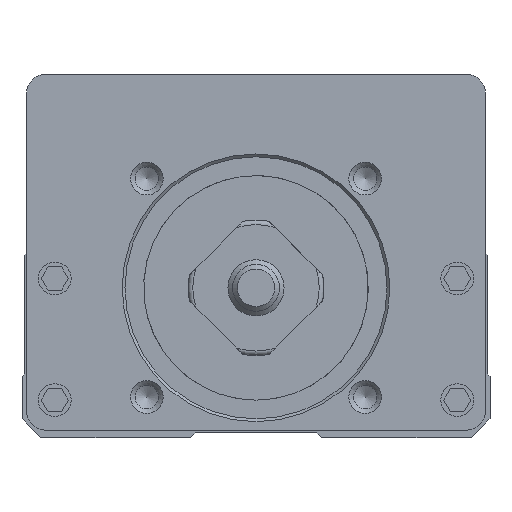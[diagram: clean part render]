
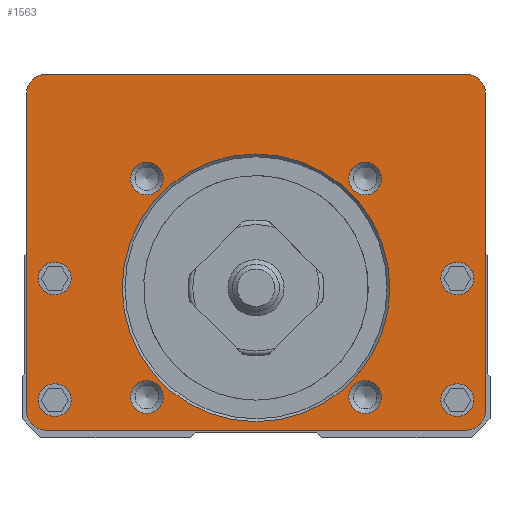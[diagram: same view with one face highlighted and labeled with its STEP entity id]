
A CAD part, front view. The second image highlights one B-rep face of the part: STEP entity #1563.
In plain terms, the highlighted planar face has unit normal (0, -1, 0).
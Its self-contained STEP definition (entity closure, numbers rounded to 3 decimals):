
#1563=ADVANCED_FACE('',(#7016,#7017,#7018,#7019,#7020,#7021,#7022,#7023,
#7024,#7025),#2553,.T.);
#2553=PLANE('',#18802);
#3330=LINE('',#25606,#5178);
#3364=LINE('',#25681,#5212);
#3376=LINE('',#25706,#5224);
#3390=LINE('',#25744,#5238);
#5178=VECTOR('',#20565,1.);
#5212=VECTOR('',#20615,1.);
#5224=VECTOR('',#20631,1.);
#5238=VECTOR('',#20663,1.);
#7016=FACE_BOUND('',#7543,.T.);
#7017=FACE_BOUND('',#7544,.T.);
#7018=FACE_BOUND('',#7545,.T.);
#7019=FACE_BOUND('',#7546,.T.);
#7020=FACE_BOUND('',#7547,.T.);
#7021=FACE_BOUND('',#7548,.T.);
#7022=FACE_BOUND('',#7549,.T.);
#7023=FACE_BOUND('',#7550,.T.);
#7024=FACE_BOUND('',#7551,.T.);
#7025=FACE_BOUND('',#7552,.T.);
#7543=EDGE_LOOP('',(#9291));
#7544=EDGE_LOOP('',(#9292));
#7545=EDGE_LOOP('',(#9293));
#7546=EDGE_LOOP('',(#9294));
#7547=EDGE_LOOP('',(#9295));
#7548=EDGE_LOOP('',(#9296));
#7549=EDGE_LOOP('',(#9297));
#7550=EDGE_LOOP('',(#9298));
#7551=EDGE_LOOP('',(#9299));
#7552=EDGE_LOOP('',(#9300,#9301,#9302,#9303,#9304,#9305,#9306,#9307));
#9291=ORIENTED_EDGE('',*,*,#15926,.T.);
#9292=ORIENTED_EDGE('',*,*,#15927,.T.);
#9293=ORIENTED_EDGE('',*,*,#15928,.T.);
#9294=ORIENTED_EDGE('',*,*,#15929,.T.);
#9295=ORIENTED_EDGE('',*,*,#15930,.T.);
#9296=ORIENTED_EDGE('',*,*,#15931,.F.);
#9297=ORIENTED_EDGE('',*,*,#15932,.T.);
#9298=ORIENTED_EDGE('',*,*,#15933,.T.);
#9299=ORIENTED_EDGE('',*,*,#15934,.F.);
#9300=ORIENTED_EDGE('',*,*,#15729,.T.);
#9301=ORIENTED_EDGE('',*,*,#15812,.T.);
#9302=ORIENTED_EDGE('',*,*,#15777,.F.);
#9303=ORIENTED_EDGE('',*,*,#15935,.F.);
#9304=ORIENTED_EDGE('',*,*,#15798,.T.);
#9305=ORIENTED_EDGE('',*,*,#15936,.T.);
#9306=ORIENTED_EDGE('',*,*,#15764,.T.);
#9307=ORIENTED_EDGE('',*,*,#15814,.T.);
#13940=VERTEX_POINT('',#25600);
#13943=VERTEX_POINT('',#25605);
#13976=VERTEX_POINT('',#25680);
#13977=VERTEX_POINT('',#25682);
#13979=VERTEX_POINT('',#25688);
#13987=VERTEX_POINT('',#25705);
#14002=VERTEX_POINT('',#25743);
#14003=VERTEX_POINT('',#25745);
#14109=VERTEX_POINT('',#26105);
#14110=VERTEX_POINT('',#26107);
#14111=VERTEX_POINT('',#26109);
#14112=VERTEX_POINT('',#26111);
#14113=VERTEX_POINT('',#26113);
#14114=VERTEX_POINT('',#26115);
#14115=VERTEX_POINT('',#26117);
#14116=VERTEX_POINT('',#26119);
#14117=VERTEX_POINT('',#26121);
#15729=EDGE_CURVE('',#13940,#13943,#3330,.T.);
#15764=EDGE_CURVE('',#13977,#13976,#3364,.T.);
#15777=EDGE_CURVE('',#13987,#13979,#3376,.T.);
#15798=EDGE_CURVE('',#14003,#14002,#3390,.T.);
#15812=EDGE_CURVE('',#13943,#13979,#18136,.T.);
#15814=EDGE_CURVE('',#13976,#13940,#18138,.T.);
#15926=EDGE_CURVE('',#14109,#14109,#18154,.T.);
#15927=EDGE_CURVE('',#14110,#14110,#18155,.T.);
#15928=EDGE_CURVE('',#14111,#14111,#18156,.T.);
#15929=EDGE_CURVE('',#14112,#14112,#18157,.T.);
#15930=EDGE_CURVE('',#14113,#14113,#18158,.T.);
#15931=EDGE_CURVE('',#14114,#14114,#18159,.T.);
#15932=EDGE_CURVE('',#14115,#14115,#18160,.T.);
#15933=EDGE_CURVE('',#14116,#14116,#18161,.T.);
#15934=EDGE_CURVE('',#14117,#14117,#18162,.T.);
#15935=EDGE_CURVE('',#14003,#13987,#18163,.T.);
#15936=EDGE_CURVE('',#14002,#13977,#18164,.T.);
#18136=CIRCLE('',#18765,2.);
#18138=CIRCLE('',#18768,2.);
#18154=CIRCLE('',#18791,14.3);
#18155=CIRCLE('',#18792,1.75);
#18156=CIRCLE('',#18793,1.75);
#18157=CIRCLE('',#18794,1.75);
#18158=CIRCLE('',#18795,1.75);
#18159=CIRCLE('',#18796,1.75);
#18160=CIRCLE('',#18797,1.75);
#18161=CIRCLE('',#18798,1.75);
#18162=CIRCLE('',#18799,1.75);
#18163=CIRCLE('',#18800,2.);
#18164=CIRCLE('',#18801,2.);
#18765=AXIS2_PLACEMENT_3D('',#25767,#20689,#20690);
#18768=AXIS2_PLACEMENT_3D('',#25770,#20695,#20696);
#18791=AXIS2_PLACEMENT_3D('',#26104,#20823,#20824);
#18792=AXIS2_PLACEMENT_3D('',#26106,#20825,#20826);
#18793=AXIS2_PLACEMENT_3D('',#26108,#20827,#20828);
#18794=AXIS2_PLACEMENT_3D('',#26110,#20829,#20830);
#18795=AXIS2_PLACEMENT_3D('',#26112,#20831,#20832);
#18796=AXIS2_PLACEMENT_3D('',#26114,#20833,#20834);
#18797=AXIS2_PLACEMENT_3D('',#26116,#20835,#20836);
#18798=AXIS2_PLACEMENT_3D('',#26118,#20837,#20838);
#18799=AXIS2_PLACEMENT_3D('',#26120,#20839,#20840);
#18800=AXIS2_PLACEMENT_3D('',#26122,#20841,#20842);
#18801=AXIS2_PLACEMENT_3D('',#26123,#20843,#20844);
#18802=AXIS2_PLACEMENT_3D('',#26124,#20845,#20846);
#20565=DIRECTION('',(-1.,0.,0.));
#20615=DIRECTION('',(0.,0.,1.));
#20631=DIRECTION('',(0.,0.,1.));
#20663=DIRECTION('',(1.,0.,0.));
#20689=DIRECTION('',(0.,-1.,0.));
#20690=DIRECTION('',(0.,0.,-1.));
#20695=DIRECTION('',(0.,-1.,0.));
#20696=DIRECTION('',(0.,0.,-1.));
#20823=DIRECTION('',(0.,1.,0.));
#20824=DIRECTION('',(0.,0.,-1.));
#20825=DIRECTION('',(0.,1.,0.));
#20826=DIRECTION('',(0.,0.,-1.));
#20827=DIRECTION('',(0.,1.,0.));
#20828=DIRECTION('',(0.,0.,-1.));
#20829=DIRECTION('',(0.,1.,0.));
#20830=DIRECTION('',(0.,0.,-1.));
#20831=DIRECTION('',(0.,1.,0.));
#20832=DIRECTION('',(0.,0.,-1.));
#20833=DIRECTION('',(0.,-1.,0.));
#20834=DIRECTION('',(-1.,0.,0.));
#20835=DIRECTION('',(0.,1.,0.));
#20836=DIRECTION('',(-1.,0.,0.));
#20837=DIRECTION('',(0.,1.,0.));
#20838=DIRECTION('',(1.,0.,0.));
#20839=DIRECTION('',(0.,-1.,0.));
#20840=DIRECTION('',(1.,0.,0.));
#20841=DIRECTION('',(0.,1.,0.));
#20842=DIRECTION('',(0.,0.,-1.));
#20843=DIRECTION('',(0.,-1.,0.));
#20844=DIRECTION('',(0.,0.,-1.));
#20845=DIRECTION('',(0.,-1.,0.));
#20846=DIRECTION('',(0.,0.,1.));
#25600=CARTESIAN_POINT('',(22.868,-178.78,30.309));
#25605=CARTESIAN_POINT('',(-22.132,-178.78,30.309));
#25606=CARTESIAN_POINT('',(-24.132,-178.78,30.309));
#25680=CARTESIAN_POINT('',(24.868,-178.78,28.309));
#25681=CARTESIAN_POINT('',(24.868,-178.78,-7.691));
#25682=CARTESIAN_POINT('',(24.868,-178.78,-5.691));
#25688=CARTESIAN_POINT('',(-24.132,-178.78,28.309));
#25705=CARTESIAN_POINT('',(-24.132,-178.78,-5.691));
#25706=CARTESIAN_POINT('',(-24.132,-178.78,-7.691));
#25743=CARTESIAN_POINT('',(22.868,-178.78,-7.691));
#25744=CARTESIAN_POINT('',(-24.132,-178.78,-7.691));
#25745=CARTESIAN_POINT('',(-22.132,-178.78,-7.691));
#25767=CARTESIAN_POINT('',(-22.132,-178.78,28.309));
#25770=CARTESIAN_POINT('',(22.868,-178.78,28.309));
#26104=CARTESIAN_POINT('',(0.368,-178.78,7.509));
#26105=CARTESIAN_POINT('',(0.368,-178.78,-6.791));
#26106=CARTESIAN_POINT('',(-11.3,-178.78,-4.158));
#26107=CARTESIAN_POINT('',(-11.3,-178.78,-5.908));
#26108=CARTESIAN_POINT('',(12.035,-178.78,-4.158));
#26109=CARTESIAN_POINT('',(12.035,-178.78,-5.908));
#26110=CARTESIAN_POINT('',(12.035,-178.78,19.176));
#26111=CARTESIAN_POINT('',(12.035,-178.78,17.426));
#26112=CARTESIAN_POINT('',(-11.3,-178.78,19.176));
#26113=CARTESIAN_POINT('',(-11.3,-178.78,17.426));
#26114=CARTESIAN_POINT('',(-21.132,-178.78,8.509));
#26115=CARTESIAN_POINT('',(-22.882,-178.78,8.509));
#26116=CARTESIAN_POINT('',(-21.132,-178.78,-4.491));
#26117=CARTESIAN_POINT('',(-22.882,-178.78,-4.491));
#26118=CARTESIAN_POINT('',(21.868,-178.78,8.509));
#26119=CARTESIAN_POINT('',(23.618,-178.78,8.509));
#26120=CARTESIAN_POINT('',(21.868,-178.78,-4.491));
#26121=CARTESIAN_POINT('',(23.618,-178.78,-4.491));
#26122=CARTESIAN_POINT('',(-22.132,-178.78,-5.691));
#26123=CARTESIAN_POINT('',(22.868,-178.78,-5.691));
#26124=CARTESIAN_POINT('',(-24.132,-178.78,38.509));
